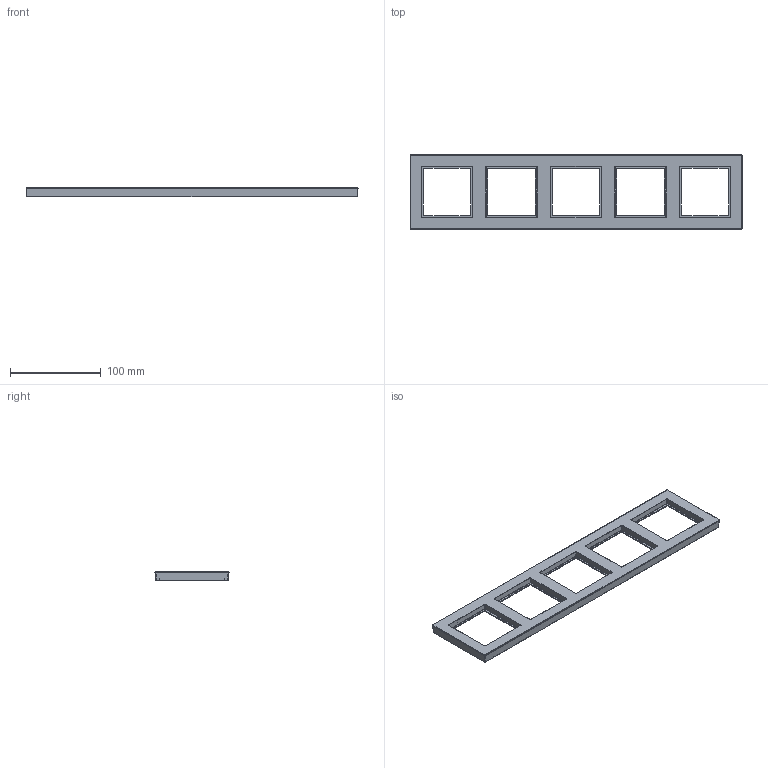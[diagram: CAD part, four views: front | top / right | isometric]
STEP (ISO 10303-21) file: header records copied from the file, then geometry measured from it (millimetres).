
FILE_DESCRIPTION((''),'2;1');
FILE_NAME('WAD6500_GEN_ASM','2025-04-09T08:19:18',('andolfs'),(''),'CREO PARAMETRIC BY PTC INC, 2023154','CREO PARAMETRIC BY PTC INC, 2023154','');
FILE_SCHEMA(('CONFIG_CONTROL_DESIGN','SHAPE_APPEARANCE_LAYERS_GROUPS'));
Products named in the file (3): W4G0073_18; W1A2208_GEN; WAD6500_GEN_ASM
Assembly tree (2 placements, depth 2):
  WAD6500_GEN_ASM
    W4G0073_18
    W1A2208_GEN
Bounding box: 365.5 x 81.5 x 10 mm (x, y, z)
Volume: 46496.8 mm3; surface area: 61524 mm2
Topology: 1 solids, 1 shells, 3852 faces, 10234 edges, 6592 vertices
Faces by surface type: plane 1566, extrusion 814, cylinder 672, bspline 672, torus 64, cone 44, revolution 20
Entity records: 216423 total; most frequent: CARTESIAN_POINT 99522, ORIENTED_EDGE 20468, DIRECTION 13550, EDGE_CURVE 10234, VERTEX_POINT 6592, VECTOR 6540, LINE 5726, PRESENTATION_STYLE_ASSIGNMENT 4686
